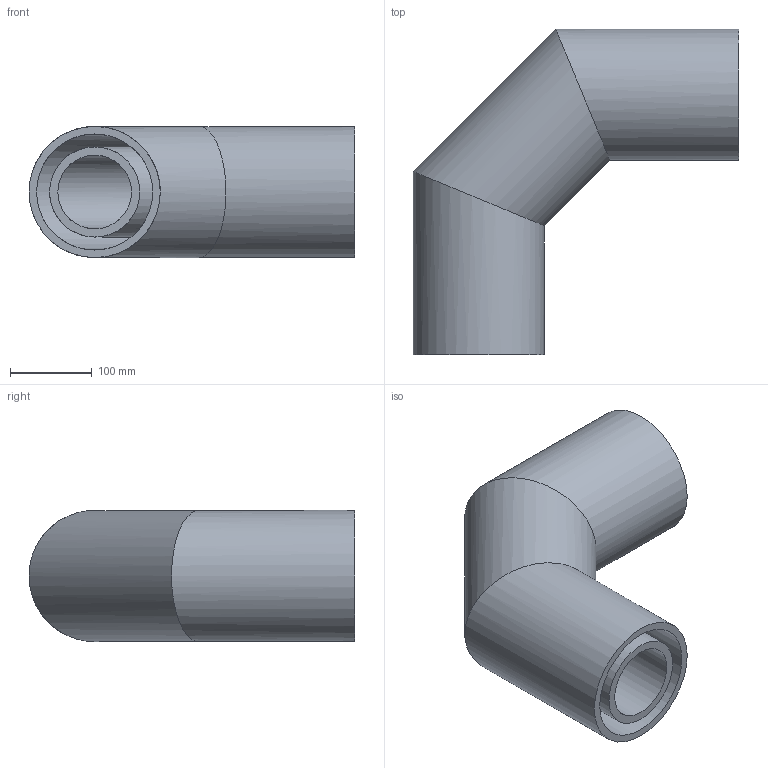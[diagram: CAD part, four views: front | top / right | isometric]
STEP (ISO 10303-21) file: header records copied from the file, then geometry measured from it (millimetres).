
FILE_DESCRIPTION (( 'STEP AP203' ), '1' );
FILE_NAME ('--7853532.STEP', '2016-06-21T14:29:05', ( '' ), ( '' ), 'SwSTEP 2.0', 'SolidWorks 2015', '' );
FILE_SCHEMA (( 'CONFIG_CONTROL_DESIGN' ));
Length unit declared in the file: inch
Products named in the file (1): --7853532
Bounding box: 397.51 x 397.51 x 160.02 mm (x, y, z)
Volume: 4195861.8 mm3; surface area: 898471.1 mm2
Topology: 2 solids, 2 shells, 16 faces, 40 edges, 28 vertices
Faces by surface type: cylinder 12, plane 4
Full cylindrical faces by diameter (mm): 89.916 x3, 109.982 x3, 141.732 x3, 160.02 x3
Entity records: 425 total; most frequent: CARTESIAN_POINT 97, DIRECTION 50, ORIENTED_EDGE 32, EDGE_LOOP 32, FACE_OUTER_BOUND 28, AXIS2_PLACEMENT_3D 25, EDGE_CURVE 16, VERTEX_POINT 16
